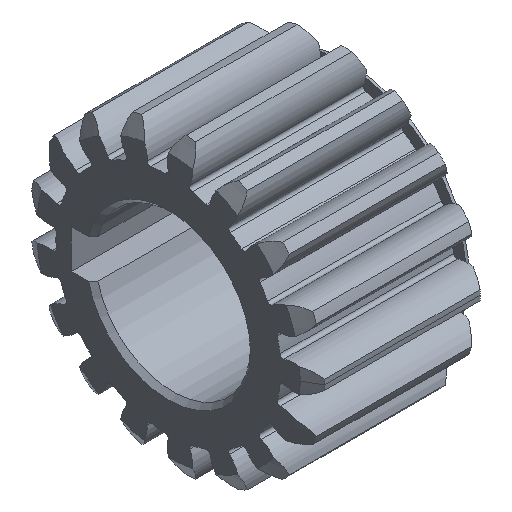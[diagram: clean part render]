
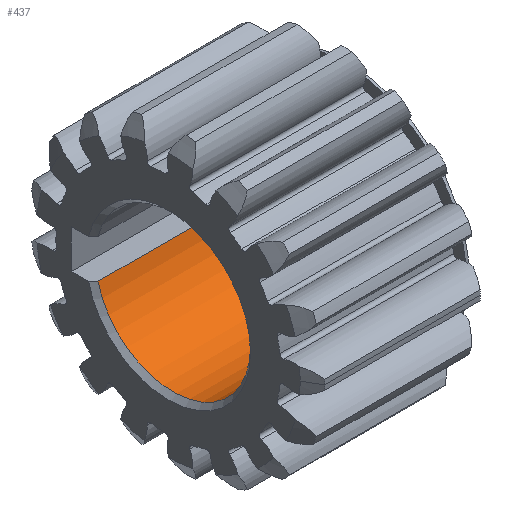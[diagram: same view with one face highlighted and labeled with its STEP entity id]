
A CAD part, isometric view. The second image highlights one B-rep face of the part: STEP entity #437.
In plain terms, the highlighted cylindrical face has radius 6.35 mm (diameter 12.7 mm), a partial arc.
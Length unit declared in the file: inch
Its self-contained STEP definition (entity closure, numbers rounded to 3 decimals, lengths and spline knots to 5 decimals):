
#364=CARTESIAN_POINT('',(0.275,-0.25,0.));
#365=VERTEX_POINT('',#364);
#381=CARTESIAN_POINT('',(0.275,0.24206,-0.0625));
#382=VERTEX_POINT('',#381);
#396=CARTESIAN_POINT('',(0.275,0.0,0.0));
#397=DIRECTION('',(-1.0,0.0,0.0));
#398=DIRECTION('',(0.0,1.0,0.0));
#399=AXIS2_PLACEMENT_3D('',#396,#397,#398);
#400=CIRCLE('',#399,0.25);
#401=EDGE_CURVE('',#382,#365,#400,.T.);
#406=CARTESIAN_POINT('',(0.0,0.0,0.0));
#407=DIRECTION('',(1.0,0.0,0.0));
#408=DIRECTION('',(0.0,1.0,0.0));
#409=AXIS2_PLACEMENT_3D('',#406,#407,#408);
#410=CYLINDRICAL_SURFACE('',#409,0.25);
#411=CARTESIAN_POINT('',(-0.265,-0.25,0.));
#412=VERTEX_POINT('',#411);
#413=CARTESIAN_POINT('',(0.275,-0.25,0.));
#414=DIRECTION('',(-1.0,0.0,0.0));
#415=VECTOR('',#414,0.54);
#416=LINE('',#413,#415);
#417=EDGE_CURVE('',#365,#412,#416,.T.);
#418=ORIENTED_EDGE('',*,*,#417,.F.);
#419=ORIENTED_EDGE('',*,*,#401,.F.);
#420=CARTESIAN_POINT('',(-0.265,0.24206,-0.0625));
#421=VERTEX_POINT('',#420);
#422=CARTESIAN_POINT('',(0.275,0.24206,-0.0625));
#423=DIRECTION('',(-1.0,0.0,0.0));
#424=VECTOR('',#423,0.54);
#425=LINE('',#422,#424);
#426=EDGE_CURVE('',#382,#421,#425,.T.);
#427=ORIENTED_EDGE('',*,*,#426,.T.);
#428=CARTESIAN_POINT('',(-0.265,0.0,0.0));
#429=DIRECTION('',(1.0,0.0,0.0));
#430=DIRECTION('',(0.0,-1.0,0.0));
#431=AXIS2_PLACEMENT_3D('',#428,#429,#430);
#432=CIRCLE('',#431,0.25);
#433=EDGE_CURVE('',#412,#421,#432,.T.);
#434=ORIENTED_EDGE('',*,*,#433,.F.);
#435=EDGE_LOOP('',(#418,#419,#427,#434));
#436=FACE_OUTER_BOUND('',#435,.T.);
#437=ADVANCED_FACE('',(#436),#410,.F.);
